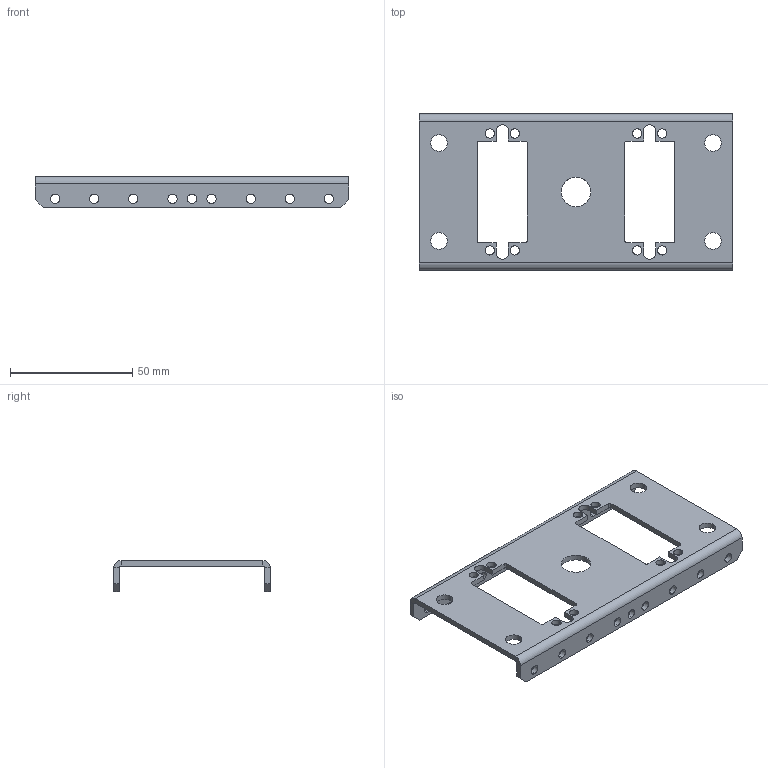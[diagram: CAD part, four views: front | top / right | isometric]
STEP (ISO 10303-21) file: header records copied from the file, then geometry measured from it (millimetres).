
FILE_DESCRIPTION (( 'STEP AP214' ), '1' );
FILE_NAME ('am-3697 Picobox Twin Servo Motor Plate REV2.STEP', '2018-06-25T18:45:25', ( '' ), ( '' ), 'SwSTEP 2.0', 'SolidWorks 2017', '' );
FILE_SCHEMA (( 'AUTOMOTIVE_DESIGN' ));
Length unit declared in the file: inch
Products named in the file (1): am-3697 Picobox Twin Servo Motor Plate REV2
Bounding box: 128 x 64 x 12.7 mm (x, y, z)
Volume: 18892.5 mm3; surface area: 19132.3 mm2
Topology: 1 solids, 1 shells, 120 faces, 338 edges, 220 vertices
Faces by surface type: cylinder 78, plane 42
Entity records: 4102 total; most frequent: DIRECTION 736, CARTESIAN_POINT 679, ORIENTED_EDGE 676, EDGE_CURVE 338, AXIS2_PLACEMENT_3D 277, VERTEX_POINT 220, EDGE_LOOP 186, LINE 182
